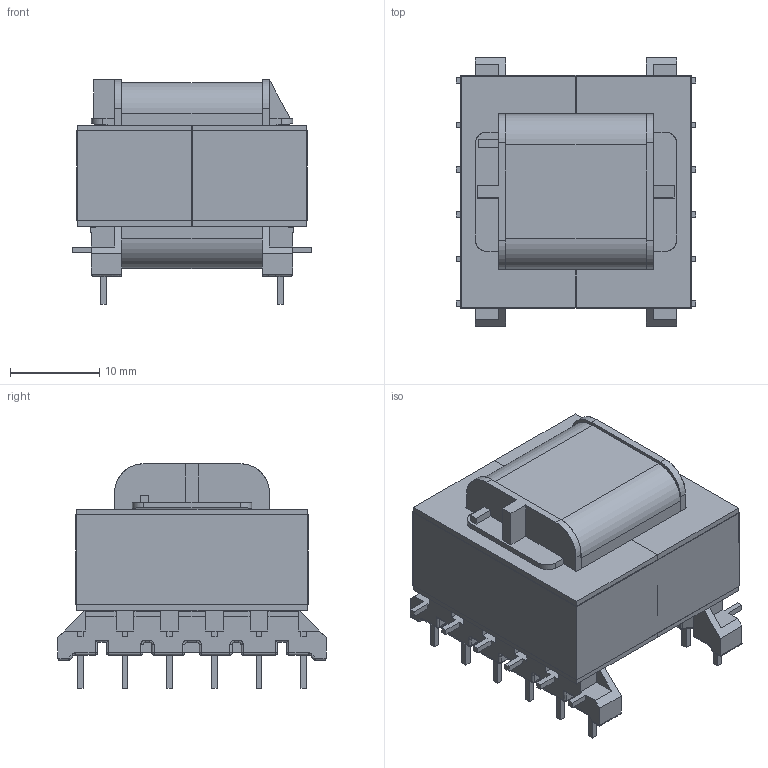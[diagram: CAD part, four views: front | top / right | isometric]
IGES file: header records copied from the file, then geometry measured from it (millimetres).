
Start section: SolidWorks IGES file using analytic representation for surfaces
Global section: file name: EE25-13-11_5671.IGS; native system: SolidWorks 2017; preprocessor: SolidWorks 2017; author: e.wtnpm; date: 210714.081119; units: inch
Bounding box: 26.83 x 30 x 25.09 mm (x, y, z)
Surface area: 11462.8 mm2 (no closed solid volume)
Topology: 0 solids, 0 shells, 625 faces, 3808 edges, 3791 vertices
Faces by surface type: bspline 405, revolution 220
